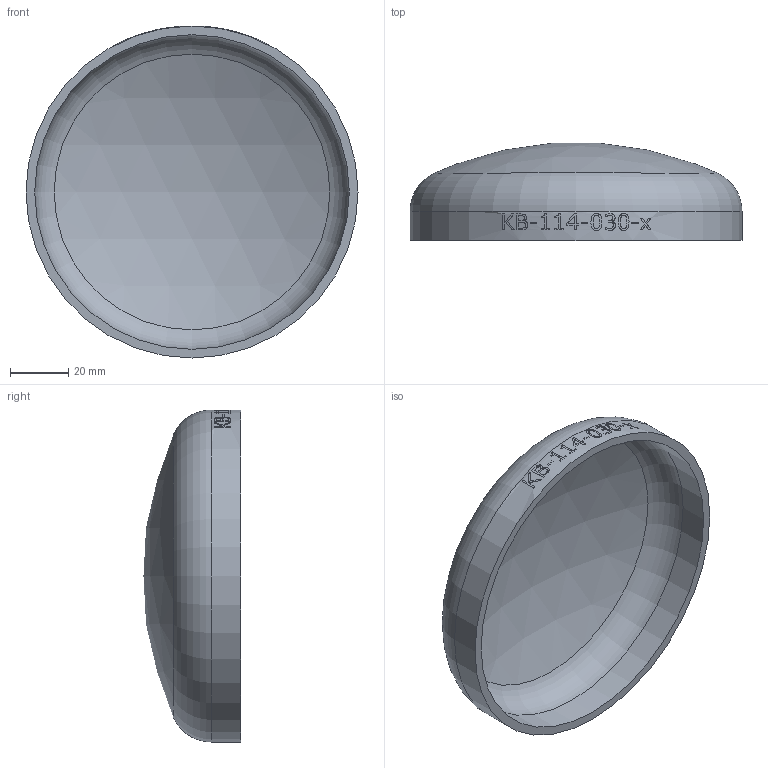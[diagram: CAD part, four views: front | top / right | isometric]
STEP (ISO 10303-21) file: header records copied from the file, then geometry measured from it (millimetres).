
FILE_DESCRIPTION (( 'STEP AP214' ), '1' );
FILE_NAME ('KB-114-030-x Klöpperboden 2003.STEP', '2020-03-26T09:05:41', ( '' ), ( '' ), 'SwSTEP 2.0', 'SolidWorks 2016', '' );
FILE_SCHEMA (( 'AUTOMOTIVE_DESIGN' ));
Length unit declared in the file: millimetre
Products named in the file (1): KB-114-030-x Klöpperboden 2003
Bounding box: 114.3 x 33.42 x 114.3 mm (x, y, z)
Volume: 48059.3 mm3; surface area: 33137.6 mm2
Topology: 1 solids, 1 shells, 172 faces, 454 edges, 302 vertices
Faces by surface type: bspline 75, plane 74, cylinder 19, torus 2, sphere 2
Full cylindrical faces by diameter (mm): 108.3 x1, 114.3 x1
Entity records: 18155 total; most frequent: CARTESIAN_POINT 12731, ORIENTED_EDGE 900, DIRECTION 488, EDGE_CURVE 450, VERTEX_POINT 302, B_SPLINE_CURVE_WITH_KNOTS 244, EDGE_LOOP 194, AXIS2_PLACEMENT_3D 184
